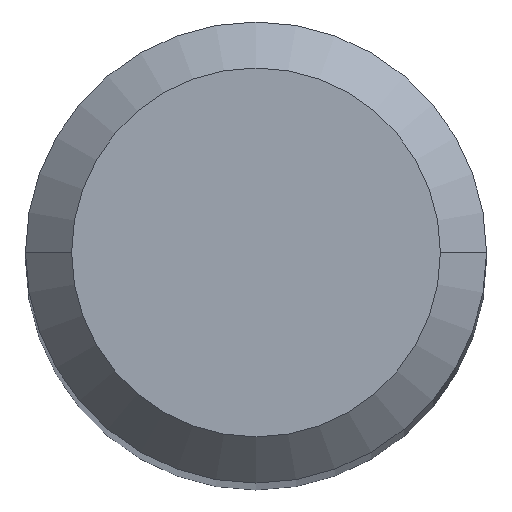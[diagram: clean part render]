
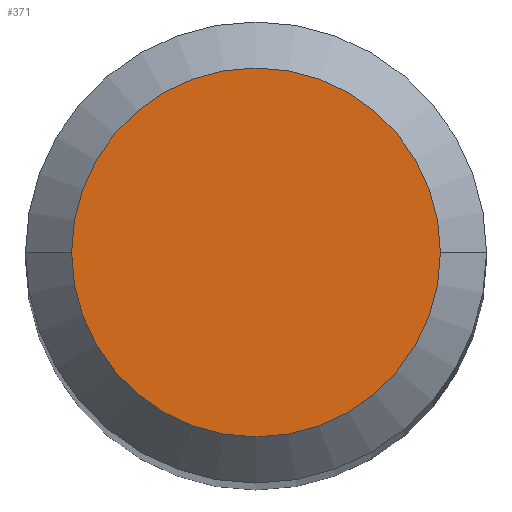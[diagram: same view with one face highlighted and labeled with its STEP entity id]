
A CAD part, top view. The second image highlights one B-rep face of the part: STEP entity #371.
In plain terms, the highlighted planar face has unit normal (0, 0, 1).
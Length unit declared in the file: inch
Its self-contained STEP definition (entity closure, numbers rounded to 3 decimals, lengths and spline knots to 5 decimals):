
#20 = DIRECTION ( 'NONE',  ( -1., 0., 0. ) ) ;
#32 = AXIS2_PLACEMENT_3D ( 'NONE', #76, #183, #229 ) ;
#55 = DIRECTION ( 'NONE',  ( 0., 0., 1. ) ) ;
#74 = CIRCLE ( 'NONE', #32, 0.04724 ) ;
#76 = CARTESIAN_POINT ( 'NONE',  ( 0., 0., 0. ) ) ;
#80 = CARTESIAN_POINT ( 'NONE',  ( -0.04724, 0., 0. ) ) ;
#93 = FACE_OUTER_BOUND ( 'NONE', #273, .T. ) ;
#104 = ORIENTED_EDGE ( 'NONE', *, *, #128, .T. ) ;
#114 = ORIENTED_EDGE ( 'NONE', *, *, #339, .T. ) ;
#126 = VERTEX_POINT ( 'NONE', #80 ) ;
#128 = EDGE_CURVE ( 'NONE', #469, #126, #74, .T. ) ;
#183 = DIRECTION ( 'NONE',  ( 0., 0., 1. ) ) ;
#193 = DIRECTION ( 'NONE',  ( 0., 0., -1. ) ) ;
#201 = DIRECTION ( 'NONE',  ( 1., 0., 0. ) ) ;
#229 = DIRECTION ( 'NONE',  ( 1., 0., 0. ) ) ;
#237 = PLANE ( 'NONE',  #348 ) ;
#248 = AXIS2_PLACEMENT_3D ( 'NONE', #313, #55, #201 ) ;
#255 = CARTESIAN_POINT ( 'NONE',  ( 0.04724, 0., 0. ) ) ;
#273 = EDGE_LOOP ( 'NONE', ( #114, #104 ) ) ;
#313 = CARTESIAN_POINT ( 'NONE',  ( 0., 0., 0. ) ) ;
#339 = EDGE_CURVE ( 'NONE', #126, #469, #462, .T. ) ;
#346 = CARTESIAN_POINT ( 'NONE',  ( 0., 0., 0. ) ) ;
#348 = AXIS2_PLACEMENT_3D ( 'NONE', #346, #193, #20 ) ;
#371 = ADVANCED_FACE ( 'NONE', ( #93 ), #237, .F. ) ;
#462 = CIRCLE ( 'NONE', #248, 0.04724 ) ;
#469 = VERTEX_POINT ( 'NONE', #255 ) ;
